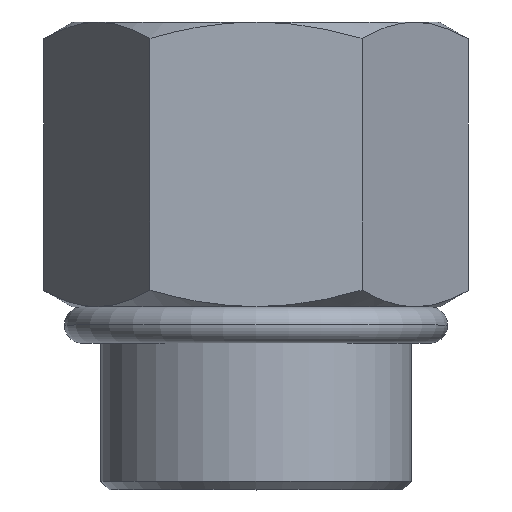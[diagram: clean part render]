
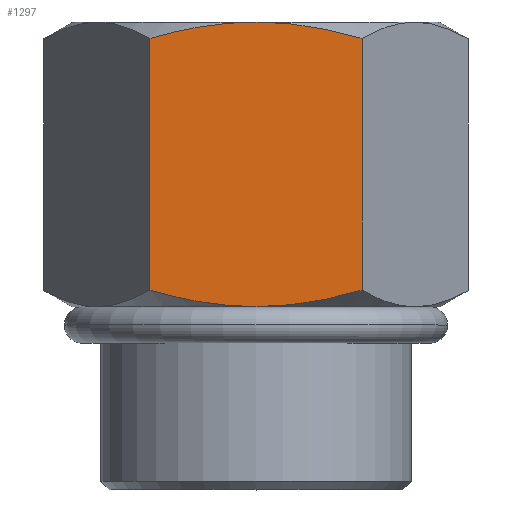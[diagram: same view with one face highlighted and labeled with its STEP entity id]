
A CAD part, top view. The second image highlights one B-rep face of the part: STEP entity #1297.
In plain terms, the highlighted planar face has unit normal (0, 0, 1).
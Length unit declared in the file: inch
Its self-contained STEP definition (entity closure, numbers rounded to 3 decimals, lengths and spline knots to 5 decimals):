
#486=CARTESIAN_POINT('',(-0.25403,1.0807,0.44));
#487=CARTESIAN_POINT('',(-0.23606,1.08589,0.44));
#488=CARTESIAN_POINT('',(-0.20069,1.09527,0.44));
#489=CARTESIAN_POINT('',(-0.14982,1.10615,0.44));
#490=CARTESIAN_POINT('',(-0.09971,1.11407,0.44));
#491=CARTESIAN_POINT('',(-0.04986,1.11891,0.44));
#492=CARTESIAN_POINT('',(-0.01661,1.12,
0.44));
#493=CARTESIAN_POINT('',(0.,1.12,0.44));
#498=CARTESIAN_POINT('',(0.,1.12,0.44));
#499=CARTESIAN_POINT('',(0.01661,1.12,0.44));
#500=CARTESIAN_POINT('',(0.04987,1.11891,0.44));
#501=CARTESIAN_POINT('',(0.09972,1.11406,0.44));
#502=CARTESIAN_POINT('',(0.14984,1.10614,0.44));
#503=CARTESIAN_POINT('',(0.20068,1.09527,0.44));
#504=CARTESIAN_POINT('',(0.23606,1.08589,0.44));
#505=CARTESIAN_POINT('',(0.25403,1.0807,0.44));
#510=CARTESIAN_POINT('',(0.,0.438,
0.44));
#511=CARTESIAN_POINT('',(0.01661,0.438,
0.44));
#512=CARTESIAN_POINT('',(0.04987,0.43909,0.44));
#513=CARTESIAN_POINT('',(0.09972,0.44394,0.44));
#514=CARTESIAN_POINT('',(0.14984,0.45186,0.44));
#515=CARTESIAN_POINT('',(0.20068,0.46273,0.44));
#516=CARTESIAN_POINT('',(0.23606,0.47211,0.44));
#517=CARTESIAN_POINT('',(0.25403,0.4773,0.44));
#522=CARTESIAN_POINT('',(-0.25403,0.4773,0.44));
#523=CARTESIAN_POINT('',(-0.23606,0.47211,0.44));
#524=CARTESIAN_POINT('',(-0.20069,0.46273,0.44));
#525=CARTESIAN_POINT('',(-0.14982,0.45185,0.44));
#526=CARTESIAN_POINT('',(-0.09971,0.44393,0.44));
#527=CARTESIAN_POINT('',(-0.04986,0.43909,0.44));
#528=CARTESIAN_POINT('',(-0.01661,0.438,
0.44));
#529=CARTESIAN_POINT('',(0.,0.438,
0.44));
#534=DIRECTION('',(0.,1.,0.));
#535=VECTOR('',#534,0.6034);
#536=CARTESIAN_POINT('',(-0.25403,0.4773,0.44));
#537=LINE('',#536,#535);
#589=DIRECTION('',(0.,1.,0.));
#590=VECTOR('',#589,0.6034);
#591=CARTESIAN_POINT('',(0.25403,0.4773,0.44));
#592=LINE('',#591,#590);
#757=CARTESIAN_POINT('',(0.,1.12,0.44));
#759=VERTEX_POINT('',#757);
#762=VERTEX_POINT('',#486);
#763=VERTEX_POINT('',#505);
#764=VERTEX_POINT('',#522);
#765=VERTEX_POINT('',#529);
#766=VERTEX_POINT('',#517);
#1283=CARTESIAN_POINT('',(-0.25403,0.,0.44));
#1284=DIRECTION('',(0.,0.,1.));
#1285=DIRECTION('',(1.,0.,0.));
#1286=AXIS2_PLACEMENT_3D('',#1283,#1284,#1285);
#1287=PLANE('',#1286);
#1288=ORIENTED_EDGE('',*,*,#1115,.T.);
#1289=ORIENTED_EDGE('',*,*,#1131,.T.);
#1291=ORIENTED_EDGE('',*,*,#1290,.F.);
#1292=ORIENTED_EDGE('',*,*,#1043,.F.);
#1293=ORIENTED_EDGE('',*,*,#1030,.F.);
#1294=ORIENTED_EDGE('',*,*,#1273,.T.);
#1295=EDGE_LOOP('',(#1288,#1289,#1291,#1292,#1293,#1294));
#1296=FACE_OUTER_BOUND('',#1295,.F.);
#494=B_SPLINE_CURVE_WITH_KNOTS('',3,(#486,#487,#488,#489,#490,#491,#492,#493),
.UNSPECIFIED.,.F.,.F.,(4,1,1,1,1,4),(0.,0.2,0.4,0.6,0.8,1.),
.UNSPECIFIED.);
#506=B_SPLINE_CURVE_WITH_KNOTS('',3,(#498,#499,#500,#501,#502,#503,#504,#505),
.UNSPECIFIED.,.F.,.F.,(4,1,1,1,1,4),(0.,0.2,0.4,0.6,0.8,1.),
.UNSPECIFIED.);
#518=B_SPLINE_CURVE_WITH_KNOTS('',3,(#510,#511,#512,#513,#514,#515,#516,#517),
.UNSPECIFIED.,.F.,.F.,(4,1,1,1,1,4),(0.,0.2,0.4,0.6,0.8,1.),
.UNSPECIFIED.);
#530=B_SPLINE_CURVE_WITH_KNOTS('',3,(#522,#523,#524,#525,#526,#527,#528,#529),
.UNSPECIFIED.,.F.,.F.,(4,1,1,1,1,4),(0.,0.2,0.4,0.6,0.8,1.),
.UNSPECIFIED.);
#1030=EDGE_CURVE('',#764,#765,#530,.T.);
#1043=EDGE_CURVE('',#765,#766,#518,.T.);
#1115=EDGE_CURVE('',#762,#759,#494,.T.);
#1131=EDGE_CURVE('',#759,#763,#506,.T.);
#1273=EDGE_CURVE('',#764,#762,#537,.T.);
#1290=EDGE_CURVE('',#766,#763,#592,.T.);
#1297=ADVANCED_FACE('',(#1296),#1287,.T.);
